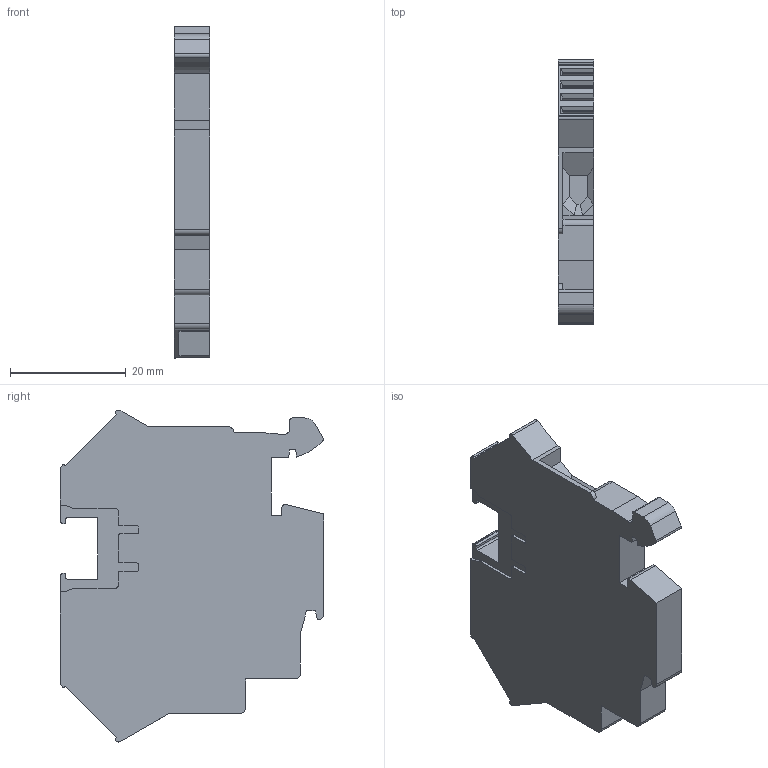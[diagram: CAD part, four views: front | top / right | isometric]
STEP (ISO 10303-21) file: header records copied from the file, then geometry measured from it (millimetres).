
FILE_DESCRIPTION((''),'2;1');
FILE_NAME('RK40_KOMBI_32_ISO_STEP','2012-03-12T',('Neumann'),(''),'PRO/ENGINEER BY PARAMETRIC TECHNOLOGY CORPORATION, 2007390','PRO/ENGINEER BY PARAMETRIC TECHNOLOGY CORPORATION, 2007390','');
FILE_SCHEMA(('CONFIG_CONTROL_DESIGN'));
Length unit declared in the file: millimetre
Products named in the file (1): RK40_KOMBI_32_ISO_STEP
Bounding box: 6.1 x 45.5 x 57.25 mm (x, y, z)
Volume: 10701.5 mm3; surface area: 5877.9 mm2
Topology: 1 solids, 1 shells, 271 faces, 746 edges, 482 vertices
Faces by surface type: plane 183, cylinder 72, cone 8, torus 8
Entity records: 8582 total; most frequent: CARTESIAN_POINT 1530, ORIENTED_EDGE 1492, DIRECTION 1437, EDGE_CURVE 746, VECTOR 581, LINE 581, VERTEX_POINT 482, AXIS2_PLACEMENT_3D 428
